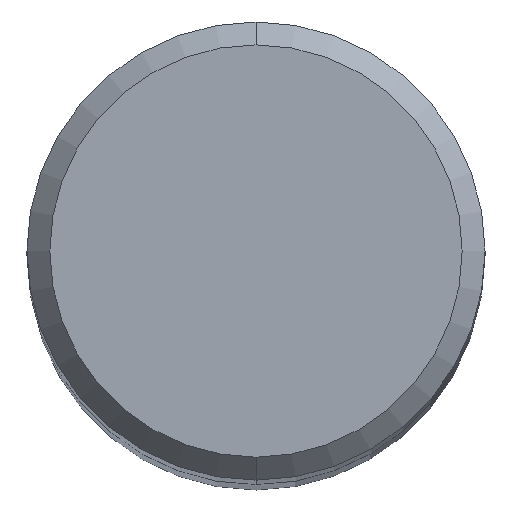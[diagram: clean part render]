
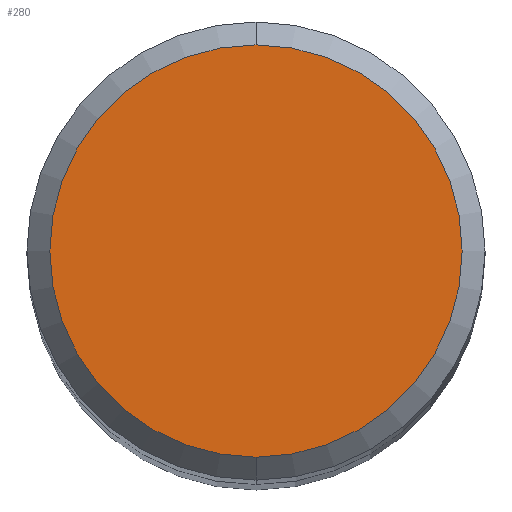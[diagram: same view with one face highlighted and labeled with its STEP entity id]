
A CAD part, top view. The second image highlights one B-rep face of the part: STEP entity #280.
In plain terms, the highlighted planar face has unit normal (0, 0, 1).
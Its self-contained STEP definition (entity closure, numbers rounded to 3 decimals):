
#176=VERTEX_POINT('',#477);
#184=EDGE_CURVE('',#438,#176,#485,.T.);
#280=ADVANCED_FACE('',(#590),#591,.T.);
#414=EDGE_CURVE('',#176,#438,#741,.T.);
#438=VERTEX_POINT('',#767);
#477=CARTESIAN_POINT('',(0.0,3.6,0.0));
#485=CIRCLE('',#840,3.6);
#590=FACE_OUTER_BOUND('',#1023,.T.);
#591=PLANE('',#1024);
#741=CIRCLE('',#1345,3.6);
#767=CARTESIAN_POINT('',(0.,-3.6,0.0));
#840=AXIS2_PLACEMENT_3D('',#1439,#1440,#1441);
#1023=EDGE_LOOP('',(#1564,#1565));
#1024=AXIS2_PLACEMENT_3D('',#1566,#1567,#1568);
#1345=AXIS2_PLACEMENT_3D('',#1733,#1734,#1735);
#1439=CARTESIAN_POINT('',(0.0,0.0,0.0));
#1440=DIRECTION('',(0.0,0.0,-1.0));
#1441=DIRECTION('',(0.0,1.0,0.0));
#1564=ORIENTED_EDGE('',*,*,#414,.F.);
#1565=ORIENTED_EDGE('',*,*,#184,.F.);
#1566=CARTESIAN_POINT('',(0.0,1.8,0.0));
#1567=DIRECTION('',(-0.0,0.0,1.0));
#1568=DIRECTION('',(0.0,-1.0,0.0));
#1733=CARTESIAN_POINT('',(0.0,0.0,0.0));
#1734=DIRECTION('',(0.0,0.0,-1.0));
#1735=DIRECTION('',(0.0,1.0,0.0));
